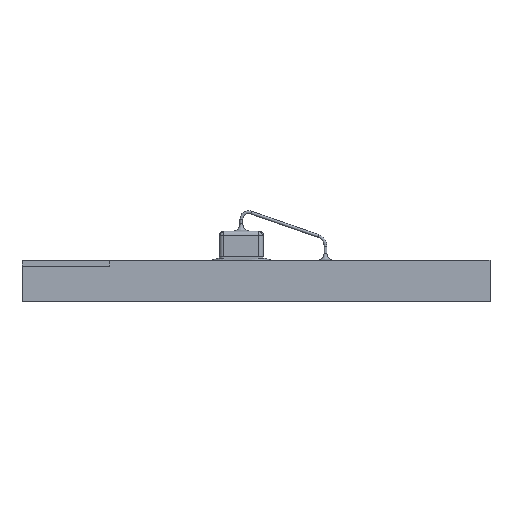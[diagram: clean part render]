
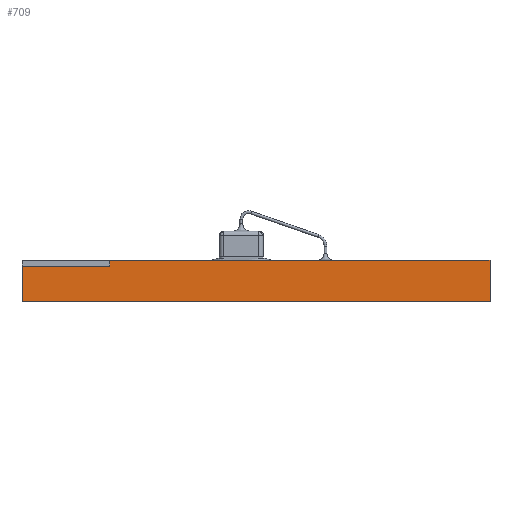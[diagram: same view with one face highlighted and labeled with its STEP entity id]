
A CAD part, front view. The second image highlights one B-rep face of the part: STEP entity #709.
In plain terms, the highlighted planar face has unit normal (0, -1, 0).
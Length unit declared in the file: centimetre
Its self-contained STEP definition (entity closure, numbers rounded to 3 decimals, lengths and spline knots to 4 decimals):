
#88 = EDGE_CURVE ( 'NONE', #225, #5266, #1022, .T. ) ;
#167 = VERTEX_POINT ( 'NONE', #3053 ) ;
#184 = CARTESIAN_POINT ( 'NONE',  ( 0., -0.08, 0.028 ) ) ;
#214 = VECTOR ( 'NONE', #2219, 100. ) ;
#225 = VERTEX_POINT ( 'NONE', #3829 ) ;
#468 = CARTESIAN_POINT ( 'NONE',  ( -0.1, -0.08, 0.028 ) ) ;
#550 = EDGE_LOOP ( 'NONE', ( #2529, #4390, #1592, #2811, #5418, #1549 ) ) ;
#596 = CARTESIAN_POINT ( 'NONE',  ( -0.16, -0.08, 0. ) ) ;
#641 = LINE ( 'NONE', #6074, #4261 ) ;
#709 = ADVANCED_FACE ( 'NONE', ( #4421 ), #3428, .T. ) ;
#711 = CARTESIAN_POINT ( 'NONE',  ( 0.16, -0.08, 0. ) ) ;
#718 = VECTOR ( 'NONE', #1117, 100. ) ;
#739 = DIRECTION ( 'NONE',  ( 1., 0., 0. ) ) ;
#874 = VERTEX_POINT ( 'NONE', #3336 ) ;
#975 = EDGE_CURVE ( 'NONE', #874, #5266, #641, .T. ) ;
#999 = EDGE_CURVE ( 'NONE', #167, #874, #5712, .T. ) ;
#1022 = LINE ( 'NONE', #5786, #718 ) ;
#1117 = DIRECTION ( 'NONE',  ( 0., 0., -1. ) ) ;
#1339 = VERTEX_POINT ( 'NONE', #5283 ) ;
#1549 = ORIENTED_EDGE ( 'NONE', *, *, #975, .T. ) ;
#1556 = LINE ( 'NONE', #3143, #214 ) ;
#1592 = ORIENTED_EDGE ( 'NONE', *, *, #2920, .T. ) ;
#2219 = DIRECTION ( 'NONE',  ( -1., 0., 0. ) ) ;
#2529 = ORIENTED_EDGE ( 'NONE', *, *, #88, .F. ) ;
#2811 = ORIENTED_EDGE ( 'NONE', *, *, #4041, .T. ) ;
#2824 = AXIS2_PLACEMENT_3D ( 'NONE', #596, #2945, #5710 ) ;
#2920 = EDGE_CURVE ( 'NONE', #3777, #1339, #5293, .T. ) ;
#2945 = DIRECTION ( 'NONE',  ( 0., -1., 0. ) ) ;
#2952 = VECTOR ( 'NONE', #739, 100. ) ;
#3053 = CARTESIAN_POINT ( 'NONE',  ( -0.16, -0.08, 0.024 ) ) ;
#3143 = CARTESIAN_POINT ( 'NONE',  ( -0.16, -0.08, 0.024 ) ) ;
#3241 = DIRECTION ( 'NONE',  ( 1., 0., 0. ) ) ;
#3336 = CARTESIAN_POINT ( 'NONE',  ( -0.16, -0.08, 0. ) ) ;
#3428 = PLANE ( 'NONE',  #2824 ) ;
#3777 = VERTEX_POINT ( 'NONE', #468 ) ;
#3829 = CARTESIAN_POINT ( 'NONE',  ( 0.16, -0.08, 0.028 ) ) ;
#3904 = VECTOR ( 'NONE', #5035, 100. ) ;
#3922 = EDGE_CURVE ( 'NONE', #3777, #225, #6097, .T. ) ;
#4041 = EDGE_CURVE ( 'NONE', #1339, #167, #1556, .T. ) ;
#4261 = VECTOR ( 'NONE', #3241, 100. ) ;
#4390 = ORIENTED_EDGE ( 'NONE', *, *, #3922, .F. ) ;
#4421 = FACE_OUTER_BOUND ( 'NONE', #550, .T. ) ;
#4580 = CARTESIAN_POINT ( 'NONE',  ( -0.1, -0.08, 0. ) ) ;
#4677 = DIRECTION ( 'NONE',  ( 0., 0., -1. ) ) ;
#5035 = DIRECTION ( 'NONE',  ( 0., 0., -1. ) ) ;
#5050 = CARTESIAN_POINT ( 'NONE',  ( -0.16, -0.08, 0. ) ) ;
#5053 = VECTOR ( 'NONE', #4677, 100. ) ;
#5266 = VERTEX_POINT ( 'NONE', #711 ) ;
#5283 = CARTESIAN_POINT ( 'NONE',  ( -0.1, -0.08, 0.024 ) ) ;
#5293 = LINE ( 'NONE', #4580, #3904 ) ;
#5418 = ORIENTED_EDGE ( 'NONE', *, *, #999, .T. ) ;
#5710 = DIRECTION ( 'NONE',  ( 0., 0., -1. ) ) ;
#5712 = LINE ( 'NONE', #5050, #5053 ) ;
#5786 = CARTESIAN_POINT ( 'NONE',  ( 0.16, -0.08, 0. ) ) ;
#6074 = CARTESIAN_POINT ( 'NONE',  ( -0.16, -0.08, 0. ) ) ;
#6097 = LINE ( 'NONE', #184, #2952 ) ;
